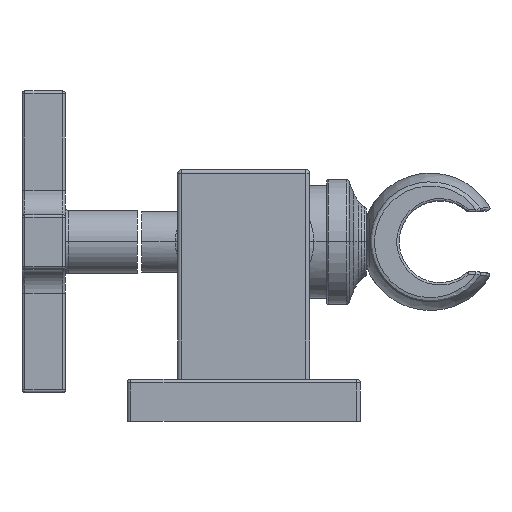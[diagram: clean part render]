
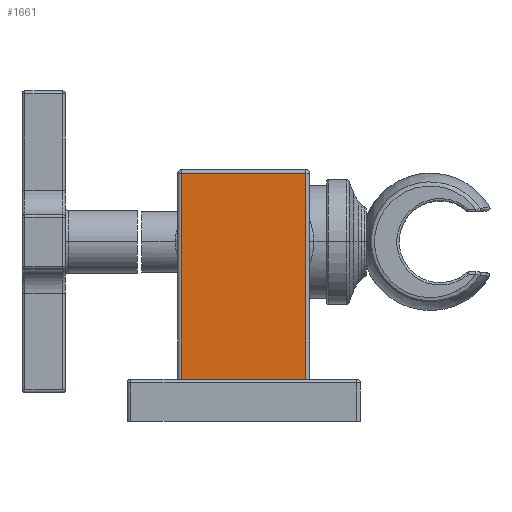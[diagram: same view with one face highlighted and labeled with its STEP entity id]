
A CAD part, front view. The second image highlights one B-rep face of the part: STEP entity #1661.
In plain terms, the highlighted planar face has unit normal (0, -1, 0).
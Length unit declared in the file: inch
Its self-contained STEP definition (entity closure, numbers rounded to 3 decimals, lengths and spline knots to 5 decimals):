
#374=DIRECTION('',(1.,0.,0.));
#375=VECTOR('',#374,1.295);
#376=CARTESIAN_POINT('',(-0.6475,-18.4375,0.4375));
#377=LINE('',#376,#375);
#554=DIRECTION('',(0.,0.,-1.));
#555=VECTOR('',#554,2.1375);
#556=CARTESIAN_POINT('',(-0.6475,-18.4375,2.575));
#557=LINE('',#556,#555);
#558=DIRECTION('',(1.,0.,0.));
#559=VECTOR('',#558,1.295);
#560=CARTESIAN_POINT('',(-0.6475,-18.4375,2.575));
#561=LINE('',#560,#559);
#562=DIRECTION('',(0.,0.,-1.));
#563=VECTOR('',#562,2.1375);
#564=CARTESIAN_POINT('',(0.6475,-18.4375,2.575));
#565=LINE('',#564,#563);
#750=CARTESIAN_POINT('',(0.6475,-18.4375,2.575));
#752=VERTEX_POINT('',#750);
#772=CARTESIAN_POINT('',(-0.6475,-18.4375,2.575));
#773=VERTEX_POINT('',#772);
#774=CARTESIAN_POINT('',(-0.6475,-18.4375,0.4375));
#775=CARTESIAN_POINT('',(0.6475,-18.4375,0.4375));
#776=VERTEX_POINT('',#774);
#777=VERTEX_POINT('',#775);
#1647=CARTESIAN_POINT('',(-0.6875,-18.4375,2.615));
#1648=DIRECTION('',(0.,-1.,0.));
#1649=DIRECTION('',(1.,0.,0.));
#1650=AXIS2_PLACEMENT_3D('',#1647,#1648,#1649);
#1651=PLANE('',#1650);
#1652=ORIENTED_EDGE('',*,*,#1393,.F.);
#1654=ORIENTED_EDGE('',*,*,#1653,.F.);
#1656=ORIENTED_EDGE('',*,*,#1655,.T.);
#1658=ORIENTED_EDGE('',*,*,#1657,.T.);
#1659=EDGE_LOOP('',(#1652,#1654,#1656,#1658));
#1660=FACE_OUTER_BOUND('',#1659,.F.);
#1661=ADVANCED_FACE('',(#1660),#1651,.T.);
#1393=EDGE_CURVE('',#776,#777,#377,.T.);
#1653=EDGE_CURVE('',#773,#776,#557,.T.);
#1655=EDGE_CURVE('',#773,#752,#561,.T.);
#1657=EDGE_CURVE('',#752,#777,#565,.T.);
